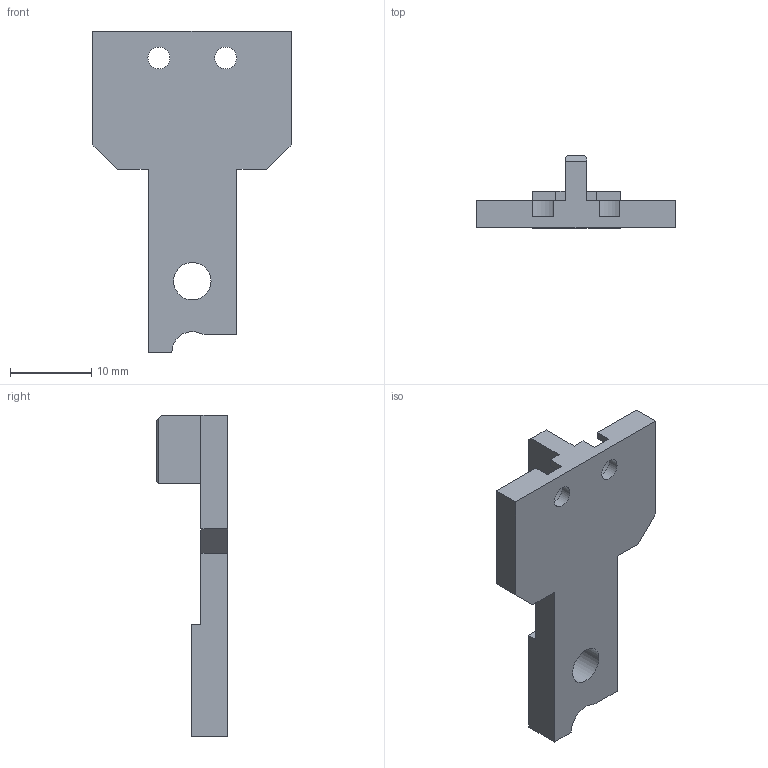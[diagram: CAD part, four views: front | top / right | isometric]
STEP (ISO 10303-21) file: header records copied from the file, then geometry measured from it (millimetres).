
FILE_DESCRIPTION(/* description */ (''),/* implementation_level */ '2;1');
FILE_NAME(/* name */ 'top_flag_support_2020.step',/* time_stamp */ '2025-10-28T21:11:17-04:00',/* author */ (''),/* organization */ (''),/* preprocessor_version */ 'ST-DEVELOPER v20.1',/* originating_system */ 'Autodesk Translation Framework v14.17.0.0',/* authorisation */ '');
FILE_SCHEMA (('AUTOMOTIVE_DESIGN { 1 0 10303 214 3 1 1 }'));
Length unit declared in the file: millimetre
Products named in the file (2): (Unsaved); Top_Flag_Plate_2020
Assembly tree (1 placements, depth 2):
  (Unsaved)
    Top_Flag_Plate_2020
Bounding box: 24.35 x 8.81 x 39.55 mm (x, y, z)
Volume: 2151.8 mm3; surface area: 2023.4 mm2
Topology: 1 solids, 1 shells, 48 faces, 136 edges, 90 vertices
Faces by surface type: plane 39, cylinder 9
Full cylindrical faces by diameter (mm): 2.7 x2, 4.6 x1
Entity records: 1611 total; most frequent: CARTESIAN_POINT 277, ORIENTED_EDGE 272, DIRECTION 256, EDGE_CURVE 136, LINE 118, VECTOR 118, VERTEX_POINT 90, AXIS2_PLACEMENT_3D 69
